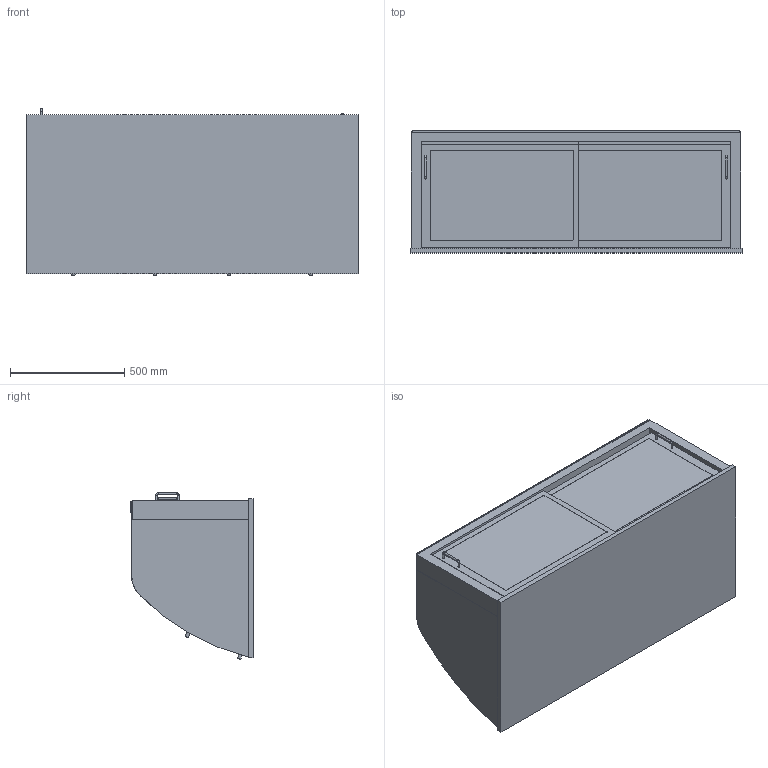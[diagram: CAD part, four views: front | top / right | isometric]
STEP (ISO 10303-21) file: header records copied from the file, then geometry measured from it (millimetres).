
FILE_DESCRIPTION(/* description */ ('Panoramaglasaufsatz ungekühlt'),/* implementation_level */ '2;1');
FILE_NAME(/* name */ '3D-AKE-00007592.stp',/* time_stamp */ '2023-05-10T15:11:03+02:00',/* author */ ('marina.schachner'),/* organization */ (''),/* preprocessor_version */ 'ST-DEVELOPER v18.1',/* originating_system */ 'Autodesk Inventor 2020',/* authorisation */ '');
FILE_SCHEMA (('AUTOMOTIVE_DESIGN { 1 0 10303 214 3 1 1 }'));
Length unit declared in the file: millimetre
Products named in the file (1): 3D-AKE-00007592
Bounding box: 1450 x 534 x 728.05 mm (x, y, z)
Volume: 58878474.9 mm3; surface area: 10186209.5 mm2
Topology: 40 solids, 40 shells, 317 faces, 728 edges, 492 vertices
Faces by surface type: plane 231, cylinder 74, cone 8, torus 4
Full cylindrical faces by diameter (mm): 8 x6, 15 x8
Entity records: 8997 total; most frequent: DIRECTION 1560, CARTESIAN_POINT 1538, ORIENTED_EDGE 1456, EDGE_CURVE 728, LINE 532, VECTOR 532, AXIS2_PLACEMENT_3D 514, VERTEX_POINT 492
